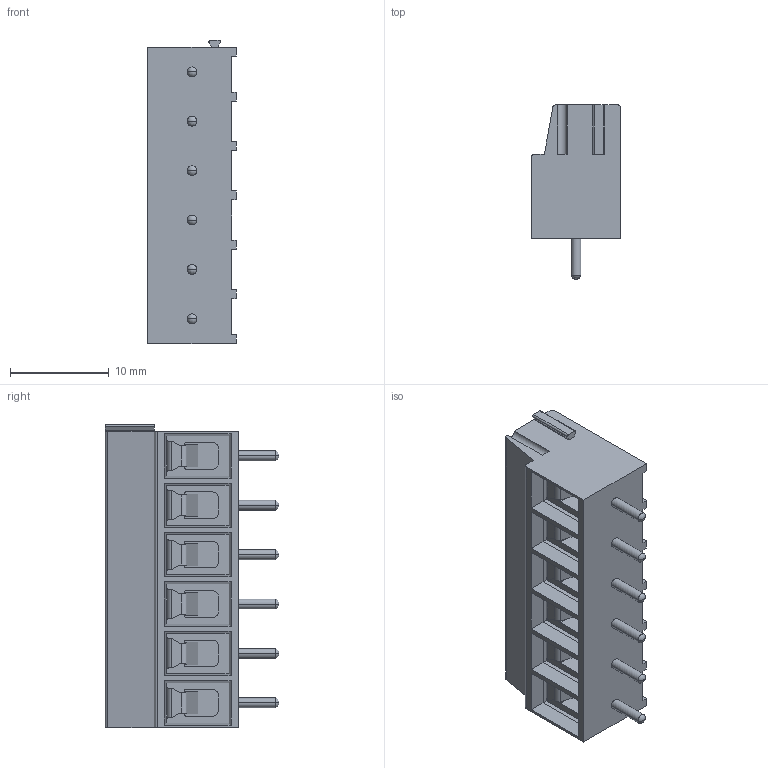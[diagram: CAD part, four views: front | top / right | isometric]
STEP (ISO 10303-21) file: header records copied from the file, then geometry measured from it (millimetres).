
FILE_DESCRIPTION((''),'2;1');
FILE_NAME('PRT0051','2024-11-08T',('yanfa'),(''),'PRO/ENGINEER BY PARAMETRIC TECHNOLOGY CORPORATION, 2009280','PRO/ENGINEER BY PARAMETRIC TECHNOLOGY CORPORATION, 2009280','');
FILE_SCHEMA(('AUTOMOTIVE_DESIGN_CC2 { 1 2 10303 214 -1 1 5 2 }'));
Length unit declared in the file: millimetre
Products named in the file (1): PRT0051
Bounding box: 9 x 17.6 x 30.68 mm (x, y, z)
Volume: 2526.7 mm3; surface area: 2779.2 mm2
Topology: 1 solids, 1 shells, 478 faces, 1275 edges, 816 vertices
Faces by surface type: plane 269, cylinder 161, cone 24, torus 12, sphere 12
Entity records: 14975 total; most frequent: CARTESIAN_POINT 2812, DIRECTION 2541, ORIENTED_EDGE 2526, EDGE_CURVE 1263, AXIS2_PLACEMENT_3D 848, VECTOR 845, LINE 845, VERTEX_POINT 816
